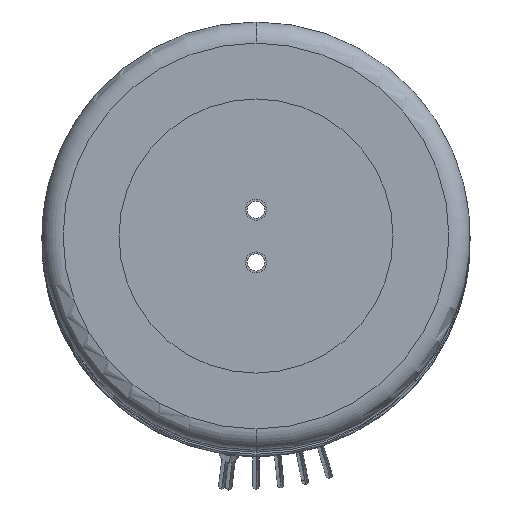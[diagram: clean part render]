
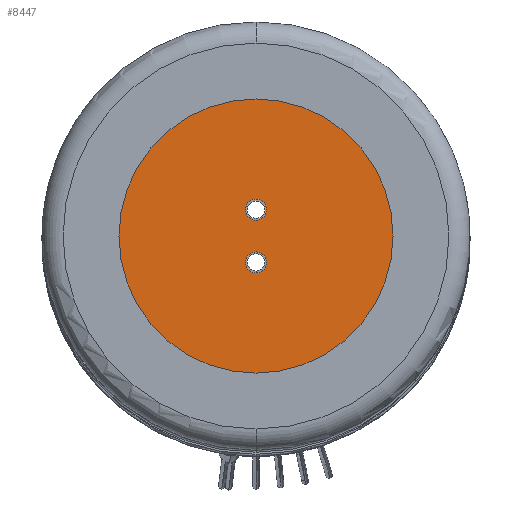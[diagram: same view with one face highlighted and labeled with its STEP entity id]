
A CAD part, front view. The second image highlights one B-rep face of the part: STEP entity #8447.
In plain terms, the highlighted planar face has unit normal (0, -1, 0).
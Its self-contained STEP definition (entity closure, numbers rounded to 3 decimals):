
#81 = DIRECTION ( 'NONE',  ( -1., 0., 0. ) ) ;
#262 = FACE_BOUND ( 'NONE', #5339, .T. ) ;
#263 = EDGE_LOOP ( 'NONE', ( #6420, #2521 ) ) ;
#632 = ORIENTED_EDGE ( 'NONE', *, *, #4551, .F. ) ;
#645 = CARTESIAN_POINT ( 'NONE',  ( 0., -54.5, -12.5 ) ) ;
#739 = FACE_BOUND ( 'NONE', #263, .T. ) ;
#772 = EDGE_CURVE ( 'Defeature ausgef�hrt2_88+Defeature ausgef�hrt2_91+Defeature ausgef�hrt2_91+Defeature ausgef�hrt2_91', #9675, #6659, #8185, .T. ) ;
#1145 = DIRECTION ( 'NONE',  ( 0., 1., 0. ) ) ;
#1198 = EDGE_CURVE ( 'Defeature ausgef�hrt2_89+Defeature ausgef�hrt2_91+Defeature ausgef�hrt2_91+Defeature ausgef�hrt2_91', #1602, #8800, #2089, .T. ) ;
#1215 = EDGE_CURVE ( 'Defeature ausgef�hrt2_91+Defeature ausgef�hrt2_93+Defeature ausgef�hrt2_93+Defeature ausgef�hrt2_93', #1641, #4727, #6019, .T. ) ;
#1256 = AXIS2_PLACEMENT_3D ( 'NONE', #9193, #2410, #81 ) ;
#1285 = DIRECTION ( 'NONE',  ( 0., -1., 0. ) ) ;
#1294 = DIRECTION ( 'NONE',  ( 0., 1., 0. ) ) ;
#1602 = VERTEX_POINT ( 'NONE', #9365 ) ;
#1641 = VERTEX_POINT ( 'NONE', #3245 ) ;
#1733 = ORIENTED_EDGE ( 'NONE', *, *, #772, .F. ) ;
#2078 = DIRECTION ( 'NONE',  ( 0., 0., 1. ) ) ;
#2089 = CIRCLE ( 'NONE', #3993, 65. ) ;
#2228 = ORIENTED_EDGE ( 'NONE', *, *, #1198, .F. ) ;
#2410 = DIRECTION ( 'NONE',  ( 0., 1., 0. ) ) ;
#2521 = ORIENTED_EDGE ( 'NONE', *, *, #6717, .T. ) ;
#2666 = DIRECTION ( 'NONE',  ( -1., 0., 0. ) ) ;
#3245 = CARTESIAN_POINT ( 'NONE',  ( -5., -54.5, -12.5 ) ) ;
#3514 = AXIS2_PLACEMENT_3D ( 'NONE', #5066, #1145, #2666 ) ;
#3768 = AXIS2_PLACEMENT_3D ( 'NONE', #6119, #6949, #5417 ) ;
#3954 = EDGE_LOOP ( 'NONE', ( #632, #2228 ) ) ;
#3993 = AXIS2_PLACEMENT_3D ( 'NONE', #9048, #8187, #8949 ) ;
#4009 = AXIS2_PLACEMENT_3D ( 'NONE', #5786, #1294, #6579 ) ;
#4333 = CIRCLE ( 'NONE', #3514, 5. ) ;
#4551 = EDGE_CURVE ( 'Defeature ausgef�hrt2_89+Defeature ausgef�hrt2_91+Defeature ausgef�hrt2_91+Defeature ausgef�hrt2_91', #8800, #1602, #4719, .T. ) ;
#4719 = CIRCLE ( 'NONE', #4009, 65. ) ;
#4727 = VERTEX_POINT ( 'NONE', #6565 ) ;
#4803 = PLANE ( 'NONE',  #1256 ) ;
#5066 = CARTESIAN_POINT ( 'NONE',  ( 0., -54.5, -12.5 ) ) ;
#5097 = ORIENTED_EDGE ( 'NONE', *, *, #6463, .F. ) ;
#5196 = DIRECTION ( 'NONE',  ( 0., 1., 0. ) ) ;
#5338 = AXIS2_PLACEMENT_3D ( 'NONE', #645, #5196, #6756 ) ;
#5339 = EDGE_LOOP ( 'NONE', ( #1733, #5097 ) ) ;
#5417 = DIRECTION ( 'NONE',  ( 0., 0., 1. ) ) ;
#5786 = CARTESIAN_POINT ( 'NONE',  ( 0., -54.5, 0. ) ) ;
#6019 = CIRCLE ( 'NONE', #5338, 5. ) ;
#6119 = CARTESIAN_POINT ( 'NONE',  ( 0., -54.5, 12.5 ) ) ;
#6420 = ORIENTED_EDGE ( 'NONE', *, *, #1215, .T. ) ;
#6463 = EDGE_CURVE ( 'Defeature ausgef�hrt2_88+Defeature ausgef�hrt2_91+Defeature ausgef�hrt2_91+Defeature ausgef�hrt2_91', #6659, #9675, #8852, .T. ) ;
#6562 = CARTESIAN_POINT ( 'NONE',  ( 0., -54.5, 7.5 ) ) ;
#6565 = CARTESIAN_POINT ( 'NONE',  ( 5., -54.5, -12.5 ) ) ;
#6579 = DIRECTION ( 'NONE',  ( -1., 0., 0. ) ) ;
#6659 = VERTEX_POINT ( 'NONE', #6562 ) ;
#6717 = EDGE_CURVE ( 'Defeature ausgef�hrt2_91+Defeature ausgef�hrt2_93+Defeature ausgef�hrt2_93+Defeature ausgef�hrt2_93', #4727, #1641, #4333, .T. ) ;
#6756 = DIRECTION ( 'NONE',  ( -1., 0., 0. ) ) ;
#6949 = DIRECTION ( 'NONE',  ( 0., -1., 0. ) ) ;
#7529 = CARTESIAN_POINT ( 'NONE',  ( 0., -54.5, 17.5 ) ) ;
#7789 = FACE_OUTER_BOUND ( 'NONE', #3954, .T. ) ;
#8014 = CARTESIAN_POINT ( 'NONE',  ( 65., -54.5, 0. ) ) ;
#8185 = CIRCLE ( 'NONE', #3768, 5. ) ;
#8187 = DIRECTION ( 'NONE',  ( 0., 1., 0. ) ) ;
#8447 = ADVANCED_FACE ( 'Defeature ausgef�hrt2_91', ( #739, #262, #7789 ), #4803, .F. ) ;
#8480 = AXIS2_PLACEMENT_3D ( 'NONE', #9640, #1285, #2078 ) ;
#8800 = VERTEX_POINT ( 'NONE', #8014 ) ;
#8852 = CIRCLE ( 'NONE', #8480, 5. ) ;
#8949 = DIRECTION ( 'NONE',  ( -1., 0., 0. ) ) ;
#9048 = CARTESIAN_POINT ( 'NONE',  ( 0., -54.5, 0. ) ) ;
#9193 = CARTESIAN_POINT ( 'NONE',  ( 0., -54.5, 0. ) ) ;
#9365 = CARTESIAN_POINT ( 'NONE',  ( -65., -54.5, 0. ) ) ;
#9640 = CARTESIAN_POINT ( 'NONE',  ( 0., -54.5, 12.5 ) ) ;
#9675 = VERTEX_POINT ( 'NONE', #7529 ) ;
